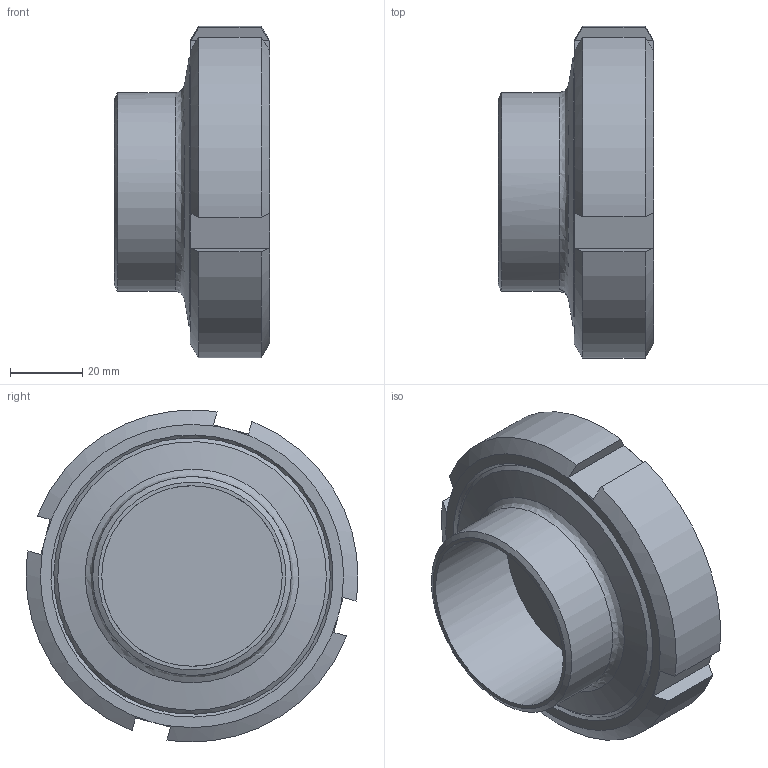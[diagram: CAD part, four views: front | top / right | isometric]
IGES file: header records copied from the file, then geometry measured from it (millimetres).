
Global section: file name: 52100050000; native system: Autodesk Inventor 2015; preprocessor: unknown; author: Struska Martin; date: 20160316.094707; units: millimetre
Bounding box: 43 x 91.99 x 91.99 mm (x, y, z)
Volume: 122215.6 mm3; surface area: 35953.8 mm2
Topology: 1 solids, 3 shells, 51 faces, 129 edges, 89 vertices
Faces by surface type: bspline 51
